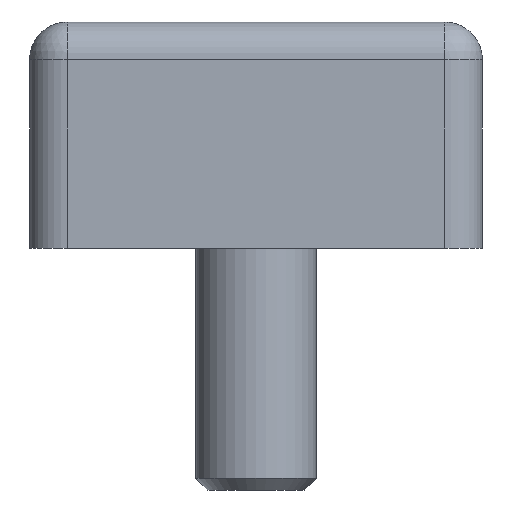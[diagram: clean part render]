
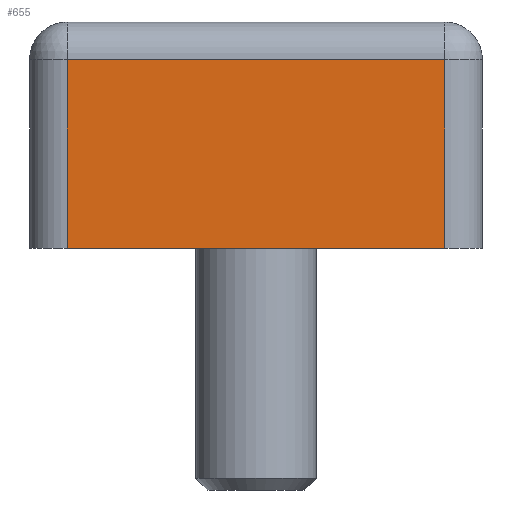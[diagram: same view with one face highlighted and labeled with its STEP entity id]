
A CAD part, front view. The second image highlights one B-rep face of the part: STEP entity #655.
In plain terms, the highlighted planar face has unit normal (0, -1, 0).
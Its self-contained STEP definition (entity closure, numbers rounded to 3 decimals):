
#55=PLANE('',#786);
#118=FACE_OUTER_BOUND('',#163,.T.);
#163=EDGE_LOOP('',(#526,#527,#528,#529));
#189=LINE('',#1047,#230);
#207=LINE('',#1126,#248);
#208=LINE('',#1130,#249);
#209=LINE('',#1131,#250);
#230=VECTOR('',#840,10.);
#248=VECTOR('',#936,10.);
#249=VECTOR('',#941,10.);
#250=VECTOR('',#942,10.);
#309=VERTEX_POINT('',#1040);
#312=VERTEX_POINT('',#1045);
#334=VERTEX_POINT('',#1125);
#335=VERTEX_POINT('',#1129);
#367=EDGE_CURVE('',#312,#309,#189,.T.);
#405=EDGE_CURVE('',#334,#309,#207,.T.);
#407=EDGE_CURVE('',#335,#312,#208,.T.);
#408=EDGE_CURVE('',#334,#335,#209,.T.);
#526=ORIENTED_EDGE('',*,*,#367,.F.);
#527=ORIENTED_EDGE('',*,*,#407,.F.);
#528=ORIENTED_EDGE('',*,*,#408,.F.);
#529=ORIENTED_EDGE('',*,*,#405,.T.);
#655=ADVANCED_FACE('',(#118),#55,.T.);
#786=AXIS2_PLACEMENT_3D('',#1128,#939,#940);
#840=DIRECTION('',(1.,0.,0.));
#936=DIRECTION('',(0.,0.,1.));
#939=DIRECTION('center_axis',(0.,-1.,0.));
#940=DIRECTION('ref_axis',(0.,0.,-1.));
#941=DIRECTION('',(0.,0.,1.));
#942=DIRECTION('',(-1.,0.,0.));
#1040=CARTESIAN_POINT('',(12.5,-30.,12.5));
#1045=CARTESIAN_POINT('',(-12.5,-30.,12.5));
#1047=CARTESIAN_POINT('',(6.25,-30.,12.5));
#1125=CARTESIAN_POINT('',(12.5,-30.,0.));
#1126=CARTESIAN_POINT('',(12.5,-30.,0.));
#1128=CARTESIAN_POINT('Origin',(12.5,-30.,0.));
#1129=CARTESIAN_POINT('',(-12.5,-30.,0.));
#1130=CARTESIAN_POINT('',(-12.5,-30.,0.));
#1131=CARTESIAN_POINT('',(12.5,-30.,0.));
